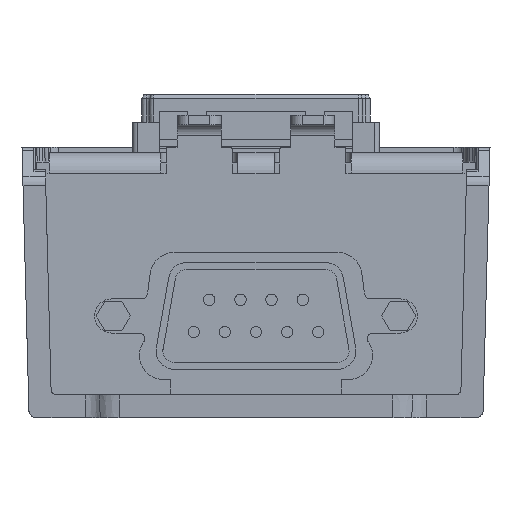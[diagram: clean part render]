
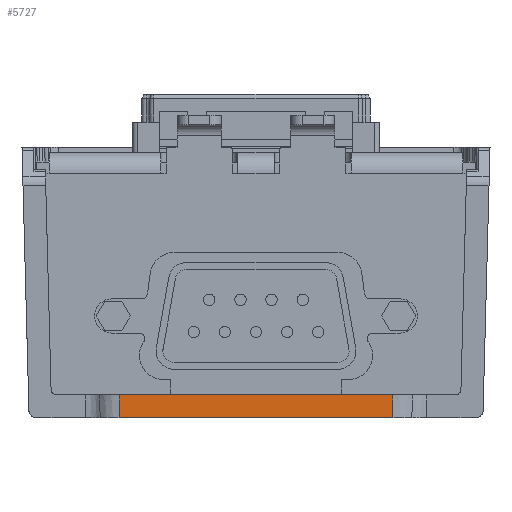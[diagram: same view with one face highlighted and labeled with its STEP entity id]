
A CAD part, front view. The second image highlights one B-rep face of the part: STEP entity #5727.
In plain terms, the highlighted planar face has unit normal (0, -1, -0.026).
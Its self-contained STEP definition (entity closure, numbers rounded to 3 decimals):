
#165 = LINE ( 'NONE', #43842, #62471 ) ;
#3540 = VERTEX_POINT ( 'NONE', #63275 ) ;
#5727 = ADVANCED_FACE ( 'NONE', ( #52260 ), #64070, .T. ) ;
#9186 = ORIENTED_EDGE ( 'NONE', *, *, #69700, .T. ) ;
#9630 = VECTOR ( 'NONE', #21192, 39370.079 ) ;
#16990 = CARTESIAN_POINT ( 'NONE',  ( -811.024, -2281.462, -519.685 ) ) ;
#20834 = EDGE_CURVE ( 'NONE', #25469, #31243, #22026, .T. ) ;
#21192 = DIRECTION ( 'NONE',  ( 0., -0.026, 1. ) ) ;
#22026 = LINE ( 'NONE', #16990, #26312 ) ;
#22720 = ORIENTED_EDGE ( 'NONE', *, *, #65515, .T. ) ;
#23135 = AXIS2_PLACEMENT_3D ( 'NONE', #68756, #70130, #25791 ) ;
#23806 = LINE ( 'NONE', #56358, #32847 ) ;
#24297 = VERTEX_POINT ( 'NONE', #50779 ) ;
#25469 = VERTEX_POINT ( 'NONE', #37520 ) ;
#25791 = DIRECTION ( 'NONE',  ( 0., 0.026, -1. ) ) ;
#26240 = CARTESIAN_POINT ( 'NONE',  ( 474.827, -2303.937, 338.583 ) ) ;
#26312 = VECTOR ( 'NONE', #38835, 39370.079 ) ;
#31102 = ORIENTED_EDGE ( 'NONE', *, *, #42229, .T. ) ;
#31243 = VERTEX_POINT ( 'NONE', #57260 ) ;
#32847 = VECTOR ( 'NONE', #45610, 39370.079 ) ;
#33001 = LINE ( 'NONE', #26240, #9630 ) ;
#33988 = EDGE_LOOP ( 'NONE', ( #48740, #31102, #9186, #22720 ) ) ;
#37520 = CARTESIAN_POINT ( 'NONE',  ( 474.827, -2281.462, -519.685 ) ) ;
#38835 = DIRECTION ( 'NONE',  ( -1., 0., 0. ) ) ;
#42229 = EDGE_CURVE ( 'NONE', #31243, #3540, #23806, .T. ) ;
#43842 = CARTESIAN_POINT ( 'NONE',  ( -811.024, -2279.401, -598.425 ) ) ;
#45610 = DIRECTION ( 'NONE',  ( 0., 0.026, -1. ) ) ;
#48740 = ORIENTED_EDGE ( 'NONE', *, *, #20834, .T. ) ;
#50779 = CARTESIAN_POINT ( 'NONE',  ( 474.827, -2279.401, -598.425 ) ) ;
#52260 = FACE_OUTER_BOUND ( 'NONE', #33988, .T. ) ;
#54211 = DIRECTION ( 'NONE',  ( 1., 0., 0. ) ) ;
#56358 = CARTESIAN_POINT ( 'NONE',  ( -474.827, -2303.937, 338.583 ) ) ;
#57260 = CARTESIAN_POINT ( 'NONE',  ( -474.827, -2281.462, -519.685 ) ) ;
#62471 = VECTOR ( 'NONE', #54211, 39370.079 ) ;
#63275 = CARTESIAN_POINT ( 'NONE',  ( -474.827, -2279.401, -598.425 ) ) ;
#64070 = PLANE ( 'NONE',  #23135 ) ;
#65515 = EDGE_CURVE ( 'NONE', #24297, #25469, #33001, .T. ) ;
#68756 = CARTESIAN_POINT ( 'NONE',  ( -811.024, -2303.937, 338.583 ) ) ;
#69700 = EDGE_CURVE ( 'NONE', #3540, #24297, #165, .T. ) ;
#70130 = DIRECTION ( 'NONE',  ( 0., -1., -0.026 ) ) ;
